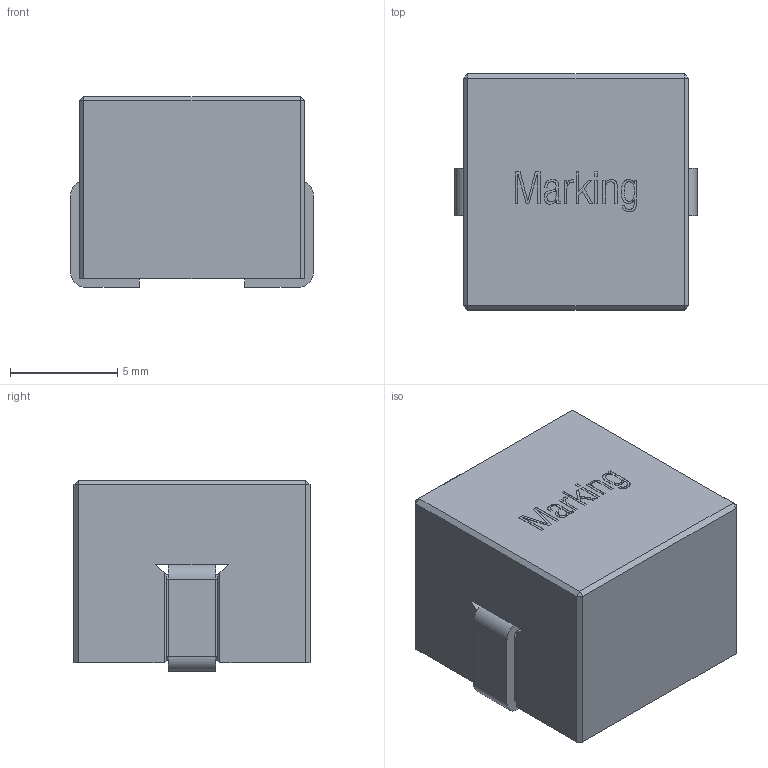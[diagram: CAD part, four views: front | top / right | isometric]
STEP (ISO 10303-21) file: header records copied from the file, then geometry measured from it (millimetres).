
FILE_DESCRIPTION(/* description */ ('Unknown'),/* implementation_level */ '2;1');
FILE_NAME(/* name */ 'L_Wurth_WE-HCM_1190',/* time_stamp */ '2022-03-08T10:24:54+08:00',/* author */ ('Unknown'),/* organization */ ('Unknown'),/* preprocessor_version */ 'ST-DEVELOPER v16.7',/* originating_system */ 'Solid Edge',/* authorisation */ 'Unknown');
FILE_SCHEMA (('AUTOMOTIVE_DESIGN {1 0 10303 214 3 1 1}'));
Length unit declared in the file: millimetre
Products named in the file (2): L_Wurth_WE-HCM_1190
Assembly tree (1 placements, depth 2):
  L_Wurth_WE-HCM_1190
    L_Wurth_WE-HCM_1190
Bounding box: 11.3 x 11 x 8.9 mm (x, y, z)
Volume: 987.7 mm3; surface area: 655.8 mm2
Topology: 1 solids, 1 shells, 144 faces, 381 edges, 238 vertices
Faces by surface type: plane 124, bspline 12, cylinder 8
Entity records: 5773 total; most frequent: CARTESIAN_POINT 1234, ORIENTED_EDGE 760, DIRECTION 640, EDGE_CURVE 380, LINE 340, VECTOR 340, VERTEX_POINT 238, EDGE_LOOP 156
